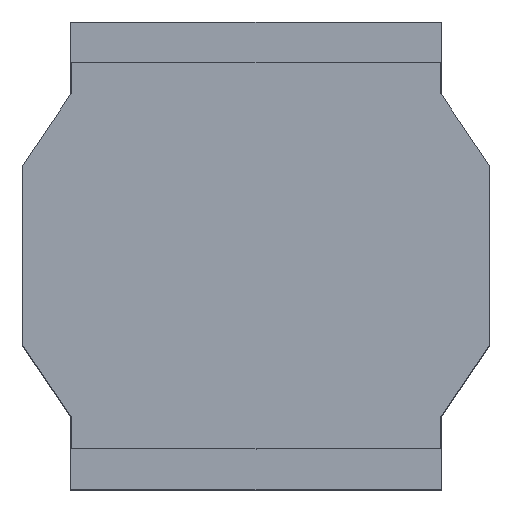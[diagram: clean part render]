
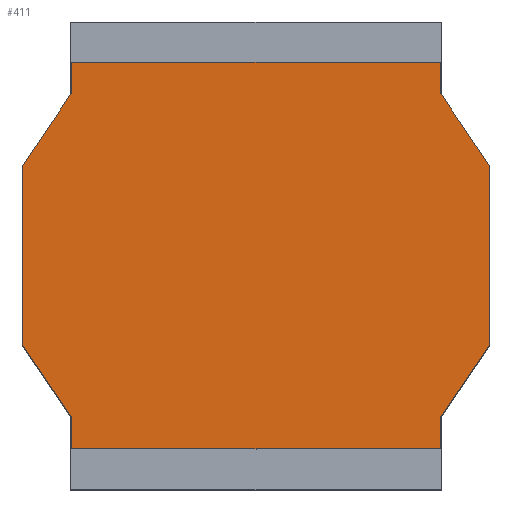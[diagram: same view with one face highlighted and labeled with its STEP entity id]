
A CAD part, top view. The second image highlights one B-rep face of the part: STEP entity #411.
In plain terms, the highlighted planar face has unit normal (0, 0, 1).
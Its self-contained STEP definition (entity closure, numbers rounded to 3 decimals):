
#23 = CARTESIAN_POINT ( 'NONE',  ( -2.481, -2.189, 4.8 ) ) ;
#45 = VECTOR ( 'NONE', #985, 1000. ) ;
#72 = LINE ( 'NONE', #409, #909 ) ;
#97 = EDGE_CURVE ( 'NONE', #924, #1105, #1655, .T. ) ;
#116 = VECTOR ( 'NONE', #415, 1000. ) ;
#145 = EDGE_CURVE ( 'NONE', #1131, #343, #1664, .T. ) ;
#153 = EDGE_LOOP ( 'NONE', ( #1612, #1292, #672, #1146, #1097, #1767, #1841, #559, #496, #1173, #207, #1140, #1286, #1763, #1690, #485 ) ) ;
#163 = DIRECTION ( 'NONE',  ( 1., 0., 0. ) ) ;
#207 = ORIENTED_EDGE ( 'NONE', *, *, #1857, .T. ) ;
#212 = DIRECTION ( 'NONE',  ( 0., -1., 0. ) ) ;
#213 = LINE ( 'NONE', #1522, #849 ) ;
#219 = CARTESIAN_POINT ( 'NONE',  ( 2.481, 2.604, 4.8 ) ) ;
#221 = CARTESIAN_POINT ( 'NONE',  ( 3.15, 0., 4.8 ) ) ;
#289 = DIRECTION ( 'NONE',  ( -0.56, 0.828, 0. ) ) ;
#291 = LINE ( 'NONE', #1590, #695 ) ;
#312 = PLANE ( 'NONE',  #1701 ) ;
#332 = DIRECTION ( 'NONE',  ( -1., 0., 0. ) ) ;
#343 = VERTEX_POINT ( 'NONE', #1829 ) ;
#351 = CARTESIAN_POINT ( 'NONE',  ( -2.481, 2.189, 4.8 ) ) ;
#371 = CARTESIAN_POINT ( 'NONE',  ( 3.15, 1.2, 4.8 ) ) ;
#399 = DIRECTION ( 'NONE',  ( 1., 0., 0. ) ) ;
#400 = CARTESIAN_POINT ( 'NONE',  ( 3.15, -1.2, 4.8 ) ) ;
#406 = VERTEX_POINT ( 'NONE', #789 ) ;
#407 = CARTESIAN_POINT ( 'NONE',  ( 2.481, -2.604, 4.8 ) ) ;
#409 = CARTESIAN_POINT ( 'NONE',  ( -2.481, 2.604, 4.8 ) ) ;
#411 = ADVANCED_FACE ( 'NONE', ( #1351 ), #312, .T. ) ;
#412 = DIRECTION ( 'NONE',  ( 0., 1., 0. ) ) ;
#415 = DIRECTION ( 'NONE',  ( 0., 1., 0. ) ) ;
#441 = EDGE_CURVE ( 'NONE', #406, #737, #762, .T. ) ;
#471 = DIRECTION ( 'NONE',  ( 0.56, 0.828, 0. ) ) ;
#485 = ORIENTED_EDGE ( 'NONE', *, *, #441, .F. ) ;
#493 = CARTESIAN_POINT ( 'NONE',  ( -3.15, 1.2, 4.8 ) ) ;
#496 = ORIENTED_EDGE ( 'NONE', *, *, #1742, .T. ) ;
#511 = DIRECTION ( 'NONE',  ( 0., 1., 0. ) ) ;
#559 = ORIENTED_EDGE ( 'NONE', *, *, #721, .F. ) ;
#560 = LINE ( 'NONE', #857, #1247 ) ;
#563 = VERTEX_POINT ( 'NONE', #1450 ) ;
#672 = ORIENTED_EDGE ( 'NONE', *, *, #1005, .T. ) ;
#695 = VECTOR ( 'NONE', #412, 1000. ) ;
#721 = EDGE_CURVE ( 'NONE', #989, #563, #1686, .T. ) ;
#737 = VERTEX_POINT ( 'NONE', #1409 ) ;
#744 = LINE ( 'NONE', #493, #1414 ) ;
#755 = EDGE_CURVE ( 'NONE', #1126, #563, #1383, .T. ) ;
#762 = LINE ( 'NONE', #1196, #1243 ) ;
#787 = CARTESIAN_POINT ( 'NONE',  ( 2.481, -2.189, 4.8 ) ) ;
#789 = CARTESIAN_POINT ( 'NONE',  ( -2.481, 2.604, 4.8 ) ) ;
#804 = CARTESIAN_POINT ( 'NONE',  ( -2.481, 2.189, 4.8 ) ) ;
#805 = VECTOR ( 'NONE', #212, 1000. ) ;
#825 = VERTEX_POINT ( 'NONE', #1448 ) ;
#843 = LINE ( 'NONE', #1704, #116 ) ;
#849 = VECTOR ( 'NONE', #511, 1000. ) ;
#851 = CARTESIAN_POINT ( 'NONE',  ( 2.481, 2.604, 4.8 ) ) ;
#852 = VECTOR ( 'NONE', #1578, 1000. ) ;
#853 = VERTEX_POINT ( 'NONE', #851 ) ;
#857 = CARTESIAN_POINT ( 'NONE',  ( -2.481, -2.189, 4.8 ) ) ;
#888 = CARTESIAN_POINT ( 'NONE',  ( 0., 0., 4.8 ) ) ;
#909 = VECTOR ( 'NONE', #1843, 1000. ) ;
#924 = VERTEX_POINT ( 'NONE', #1330 ) ;
#938 = VECTOR ( 'NONE', #399, 1000. ) ;
#972 = EDGE_CURVE ( 'NONE', #1632, #1754, #1752, .T. ) ;
#985 = DIRECTION ( 'NONE',  ( -1., 0., 0. ) ) ;
#989 = VERTEX_POINT ( 'NONE', #1360 ) ;
#999 = VECTOR ( 'NONE', #471, 1000. ) ;
#1005 = EDGE_CURVE ( 'NONE', #343, #825, #744, .T. ) ;
#1083 = DIRECTION ( 'NONE',  ( 0., 0., 1. ) ) ;
#1084 = VERTEX_POINT ( 'NONE', #1267 ) ;
#1097 = ORIENTED_EDGE ( 'NONE', *, *, #1432, .F. ) ;
#1105 = VERTEX_POINT ( 'NONE', #221 ) ;
#1117 = CARTESIAN_POINT ( 'NONE',  ( 2.481, -2.189, 4.8 ) ) ;
#1120 = DIRECTION ( 'NONE',  ( -0.56, -0.828, 0. ) ) ;
#1122 = VECTOR ( 'NONE', #1120, 1000. ) ;
#1124 = CARTESIAN_POINT ( 'NONE',  ( -2.481, -2.604, 4.8 ) ) ;
#1126 = VERTEX_POINT ( 'NONE', #1656 ) ;
#1127 = LINE ( 'NONE', #400, #852 ) ;
#1129 = EDGE_CURVE ( 'NONE', #1084, #825, #213, .T. ) ;
#1131 = VERTEX_POINT ( 'NONE', #804 ) ;
#1140 = ORIENTED_EDGE ( 'NONE', *, *, #97, .F. ) ;
#1142 = EDGE_CURVE ( 'NONE', #1126, #1502, #291, .T. ) ;
#1146 = ORIENTED_EDGE ( 'NONE', *, *, #1129, .F. ) ;
#1173 = ORIENTED_EDGE ( 'NONE', *, *, #972, .T. ) ;
#1196 = CARTESIAN_POINT ( 'NONE',  ( -2.481, 2.604, 4.8 ) ) ;
#1200 = LINE ( 'NONE', #1493, #1796 ) ;
#1243 = VECTOR ( 'NONE', #163, 1000. ) ;
#1247 = VECTOR ( 'NONE', #289, 1000. ) ;
#1267 = CARTESIAN_POINT ( 'NONE',  ( -3.15, -1.2, 4.8 ) ) ;
#1286 = ORIENTED_EDGE ( 'NONE', *, *, #1374, .F. ) ;
#1292 = ORIENTED_EDGE ( 'NONE', *, *, #145, .T. ) ;
#1318 = EDGE_CURVE ( 'NONE', #853, #1439, #1367, .T. ) ;
#1330 = CARTESIAN_POINT ( 'NONE',  ( 3.15, 1.2, 4.8 ) ) ;
#1351 = FACE_OUTER_BOUND ( 'NONE', #153, .T. ) ;
#1358 = DIRECTION ( 'NONE',  ( 0.56, -0.828, 0. ) ) ;
#1360 = CARTESIAN_POINT ( 'NONE',  ( 2.481, -2.604, 4.8 ) ) ;
#1362 = DIRECTION ( 'NONE',  ( 1., 0., 0. ) ) ;
#1367 = LINE ( 'NONE', #219, #1418 ) ;
#1374 = EDGE_CURVE ( 'NONE', #1439, #924, #1646, .T. ) ;
#1383 = LINE ( 'NONE', #1124, #938 ) ;
#1409 = CARTESIAN_POINT ( 'NONE',  ( 0., 2.604, 4.8 ) ) ;
#1414 = VECTOR ( 'NONE', #1602, 1000. ) ;
#1418 = VECTOR ( 'NONE', #1682, 1000. ) ;
#1432 = EDGE_CURVE ( 'NONE', #1502, #1084, #560, .T. ) ;
#1439 = VERTEX_POINT ( 'NONE', #1568 ) ;
#1446 = VECTOR ( 'NONE', #1358, 1000. ) ;
#1448 = CARTESIAN_POINT ( 'NONE',  ( -3.15, 0., 4.8 ) ) ;
#1450 = CARTESIAN_POINT ( 'NONE',  ( 0., -2.604, 4.8 ) ) ;
#1493 = CARTESIAN_POINT ( 'NONE',  ( 2.481, 2.604, 4.8 ) ) ;
#1502 = VERTEX_POINT ( 'NONE', #23 ) ;
#1522 = CARTESIAN_POINT ( 'NONE',  ( -3.15, -1.2, 4.8 ) ) ;
#1561 = EDGE_CURVE ( 'NONE', #853, #737, #1200, .T. ) ;
#1568 = CARTESIAN_POINT ( 'NONE',  ( 2.481, 2.189, 4.8 ) ) ;
#1578 = DIRECTION ( 'NONE',  ( 0., 1., 0. ) ) ;
#1590 = CARTESIAN_POINT ( 'NONE',  ( -2.481, -2.604, 4.8 ) ) ;
#1602 = DIRECTION ( 'NONE',  ( 0., -1., 0. ) ) ;
#1612 = ORIENTED_EDGE ( 'NONE', *, *, #1732, .T. ) ;
#1632 = VERTEX_POINT ( 'NONE', #1117 ) ;
#1646 = LINE ( 'NONE', #1663, #1446 ) ;
#1655 = LINE ( 'NONE', #371, #805 ) ;
#1656 = CARTESIAN_POINT ( 'NONE',  ( -2.481, -2.604, 4.8 ) ) ;
#1663 = CARTESIAN_POINT ( 'NONE',  ( 2.481, 2.189, 4.8 ) ) ;
#1664 = LINE ( 'NONE', #351, #1122 ) ;
#1682 = DIRECTION ( 'NONE',  ( 0., -1., 0. ) ) ;
#1686 = LINE ( 'NONE', #407, #45 ) ;
#1690 = ORIENTED_EDGE ( 'NONE', *, *, #1561, .T. ) ;
#1693 = CARTESIAN_POINT ( 'NONE',  ( 3.15, -1.2, 4.8 ) ) ;
#1701 = AXIS2_PLACEMENT_3D ( 'NONE', #888, #1083, #1362 ) ;
#1704 = CARTESIAN_POINT ( 'NONE',  ( 2.481, -2.604, 4.8 ) ) ;
#1732 = EDGE_CURVE ( 'NONE', #406, #1131, #72, .T. ) ;
#1742 = EDGE_CURVE ( 'NONE', #989, #1632, #843, .T. ) ;
#1752 = LINE ( 'NONE', #787, #999 ) ;
#1754 = VERTEX_POINT ( 'NONE', #1693 ) ;
#1763 = ORIENTED_EDGE ( 'NONE', *, *, #1318, .F. ) ;
#1767 = ORIENTED_EDGE ( 'NONE', *, *, #1142, .F. ) ;
#1796 = VECTOR ( 'NONE', #332, 1000. ) ;
#1829 = CARTESIAN_POINT ( 'NONE',  ( -3.15, 1.2, 4.8 ) ) ;
#1841 = ORIENTED_EDGE ( 'NONE', *, *, #755, .T. ) ;
#1843 = DIRECTION ( 'NONE',  ( 0., -1., 0. ) ) ;
#1857 = EDGE_CURVE ( 'NONE', #1754, #1105, #1127, .T. ) ;
